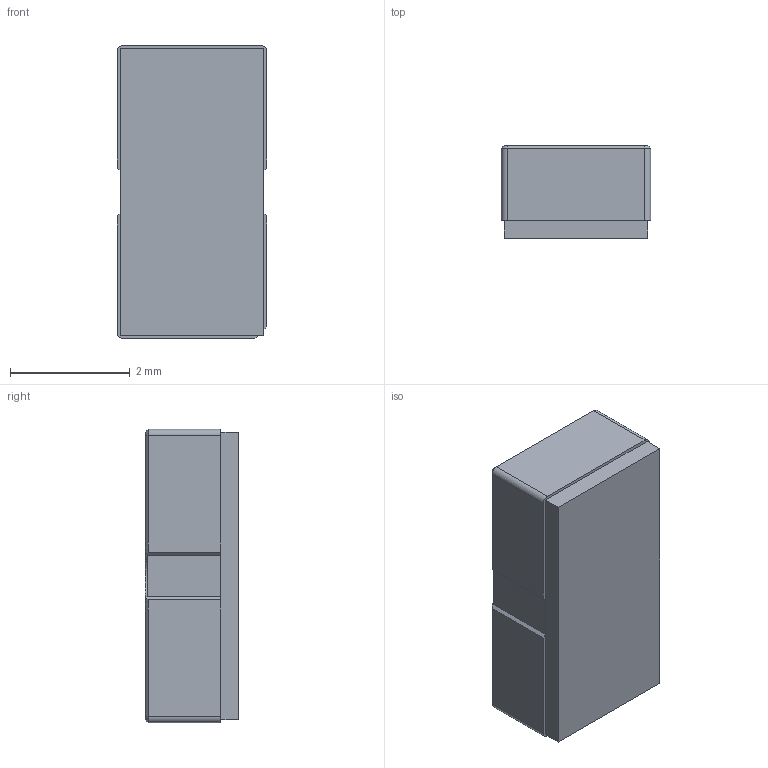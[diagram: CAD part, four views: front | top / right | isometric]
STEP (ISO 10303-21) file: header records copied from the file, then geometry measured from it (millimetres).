
FILE_DESCRIPTION (( 'STEP AP214' ), '1' );
FILE_NAME ('ST_VL53L1X.step', '2020-10-19T11:51:58+00:00', 'Stefan Hamminga', '', '', '', '');
FILE_SCHEMA (( 'AUTOMOTIVE_DESIGN' ));
Length unit declared in the file: millimetre
Products named in the file (1): ST_VL53L1X
Bounding box: 2.5 x 1.56 x 4.9 mm (x, y, z)
Volume: 18.6 mm3; surface area: 51.2 mm2
Topology: 1 solids, 1 shells, 70 faces, 160 edges, 98 vertices
Faces by surface type: plane 59, cylinder 8, cone 3
Entity records: 2140 total; most frequent: CARTESIAN_POINT 329, DIRECTION 325, ORIENTED_EDGE 320, EDGE_CURVE 160, LINE 137, VECTOR 137, VERTEX_POINT 98, AXIS2_PLACEMENT_3D 94
